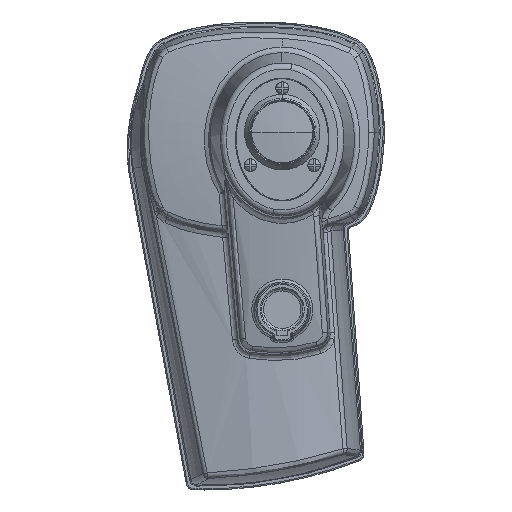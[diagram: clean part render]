
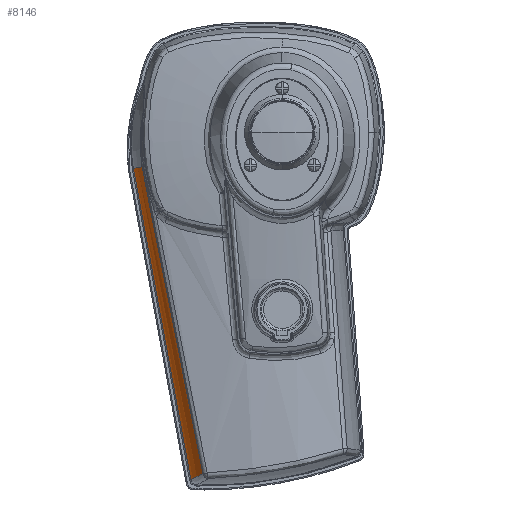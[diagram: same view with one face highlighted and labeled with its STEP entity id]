
A CAD part, left-side view. The second image highlights one B-rep face of the part: STEP entity #8146.
In plain terms, the highlighted free-form (B-spline) face has degree [3, 1] with [4, 2] control points.
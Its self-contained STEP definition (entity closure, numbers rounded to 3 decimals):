
#33 = CARTESIAN_POINT ( 'NONE',  ( -30.287, 44.149, -80.327 ) ) ;
#224 = CARTESIAN_POINT ( 'NONE',  ( -4.474, 37.33, -142.029 ) ) ;
#394 = CARTESIAN_POINT ( 'NONE',  ( -4.483, 60.779, -14.779 ) ) ;
#637 = AXIS2_PLACEMENT_3D ( 'NONE', #17256, #19585, #3377 ) ;
#1152 = CARTESIAN_POINT ( 'NONE',  ( -4.482, 60.356, -17.073 ) ) ;
#1354 = CARTESIAN_POINT ( 'NONE',  ( -4.482, 60.114, -18.385 ) ) ;
#1440 = EDGE_CURVE ( 'NONE', #17878, #11324, #21994, .T. ) ;
#2262 = CARTESIAN_POINT ( 'NONE',  ( -30.304, 52.896, -36.238 ) ) ;
#3377 = DIRECTION ( 'NONE',  ( 0., 0.985, -0.174 ) ) ;
#3455 = CARTESIAN_POINT ( 'NONE',  ( -4.482, 57.939, -30.186 ) ) ;
#3548 = CARTESIAN_POINT ( 'NONE',  ( -30.26, 32.4, -139.519 ) ) ;
#4337 = CARTESIAN_POINT ( 'NONE',  ( -30.311, 57.271, -14.171 ) ) ;
#4439 = ORIENTED_EDGE ( 'NONE', *, *, #11281, .T. ) ;
#4993 = VERTEX_POINT ( 'NONE', #22867 ) ;
#5322 = CARTESIAN_POINT ( 'NONE',  ( -21.855, 34.95, -140.824 ) ) ;
#5410 = B_SPLINE_CURVE_WITH_KNOTS ( 'NONE', 3,
 ( #28101, #21280, #7216, #5322, #25971, #3548 ),
 .UNSPECIFIED., .F., .F.,
 ( 4, 2, 4 ),
 ( 0.035, 0.048, 0.062 ),
 .UNSPECIFIED. ) ;
#5592 = VERTEX_POINT ( 'NONE', #7431 ) ;
#6318 = EDGE_CURVE ( 'NONE', #17878, #5592, #19154, .T. ) ;
#6708 = CARTESIAN_POINT ( 'NONE',  ( -30.272, 37.572, -113.468 ) ) ;
#7216 = CARTESIAN_POINT ( 'NONE',  ( -13.26, 36.595, -141.658 ) ) ;
#7282 = EDGE_CURVE ( 'NONE', #11324, #4993, #5410, .T. ) ;
#7431 = CARTESIAN_POINT ( 'NONE',  ( -30.311, 57.273, -14.161 ) ) ;
#8146 = ADVANCED_FACE ( 'NONE', ( #18977 ), #15218, .T. ) ;
#8757 = CARTESIAN_POINT ( 'NONE',  ( -31.5, 30.52, -146.526 ) ) ;
#8918 = ORIENTED_EDGE ( 'NONE', *, *, #15568, .T. ) ;
#9004 = CARTESIAN_POINT ( 'NONE',  ( -30.277, 39.765, -102.421 ) ) ;
#9202 = CARTESIAN_POINT ( 'NONE',  ( -30.282, 41.957, -91.374 ) ) ;
#10306 = CARTESIAN_POINT ( 'NONE',  ( -4.482, 58.906, -24.941 ) ) ;
#11001 = ORIENTED_EDGE ( 'NONE', *, *, #6318, .F. ) ;
#11126 = CARTESIAN_POINT ( 'NONE',  ( -30.311, 57.267, -14.193 ) ) ;
#11281 = EDGE_CURVE ( 'NONE', #4993, #21914, #20319, .T. ) ;
#11320 = CARTESIAN_POINT ( 'NONE',  ( -30.295, 48.523, -58.282 ) ) ;
#11324 = VERTEX_POINT ( 'NONE', #224 ) ;
#12330 = CARTESIAN_POINT ( 'NONE',  ( -4.48, 53.107, -56.411 ) ) ;
#12619 = CARTESIAN_POINT ( 'NONE',  ( -4.477, 45.375, -98.371 ) ) ;
#12717 = CARTESIAN_POINT ( 'NONE',  ( -4.483, 60.779, -14.779 ) ) ;
#13268 = CARTESIAN_POINT ( 'NONE',  ( 31.761, 56.917, -14.098 ) ) ;
#13421 = CARTESIAN_POINT ( 'NONE',  ( -30.311, 57.269, -14.182 ) ) ;
#13898 = CARTESIAN_POINT ( 'NONE',  ( -30.265, 34.125, -130.836 ) ) ;
#15021 = CARTESIAN_POINT ( 'NONE',  ( -4.482, 60.597, -15.762 ) ) ;
#15218 = B_SPLINE_SURFACE_WITH_KNOTS ( 'NONE', 3, 1, ( 
 ( #29336, #13268 ),
 ( #22627, #29442 ),
 ( #22717, #22520 ),
 ( #8757, #17800 ) ),
 .UNSPECIFIED., .F., .F., .F.,
 ( 4, 4 ),
 ( 2, 2 ),
 ( 0., 1. ),
 ( 0., 1. ),
 .UNSPECIFIED. ) ;
#15510 = ORIENTED_EDGE ( 'NONE', *, *, #1440, .T. ) ;
#15568 = EDGE_CURVE ( 'NONE', #21914, #5592, #23941, .T. ) ;
#17126 = CARTESIAN_POINT ( 'NONE',  ( -4.482, 59.872, -19.696 ) ) ;
#17256 = CARTESIAN_POINT ( 'NONE',  ( 0., -65.29, 7.451 ) ) ;
#17335 = CARTESIAN_POINT ( 'NONE',  ( -4.475, 40.012, -127.476 ) ) ;
#17800 = CARTESIAN_POINT ( 'NONE',  ( -31.761, 56.917, -14.098 ) ) ;
#17878 = VERTEX_POINT ( 'NONE', #394 ) ;
#18977 = FACE_OUTER_BOUND ( 'NONE', #23859, .T. ) ;
#19154 = CIRCLE ( 'NONE', #637, 128.092 ) ;
#19462 = CARTESIAN_POINT ( 'NONE',  ( -4.478, 49.241, -77.391 ) ) ;
#19585 = DIRECTION ( 'NONE',  ( 0., 0.174, 0.985 ) ) ;
#20319 = B_SPLINE_CURVE_WITH_KNOTS ( 'NONE', 3,
 ( #27669, #13898, #27577, #6708, #9004, #9202, #33, #11320, #2262, #22858 ),
 .UNSPECIFIED., .F., .F.,
 ( 4, 3, 3, 4 ),
 ( 0.007, 0.034, 0.068, 0.135 ),
 .UNSPECIFIED. ) ;
#21280 = CARTESIAN_POINT ( 'NONE',  ( -8.9, 37.118, -141.922 ) ) ;
#21914 = VERTEX_POINT ( 'NONE', #22472 ) ;
#21994 = B_SPLINE_CURVE_WITH_KNOTS ( 'NONE', 3,
 ( #12717, #28788, #24258, #15021, #1152, #1354, #17126, #10306, #3455, #26072, #12330, #19462, #12619, #28684, #17335, #28383 ),
 .UNSPECIFIED., .F., .F.,
 ( 4, 3, 3, 3, 3, 4 ),
 ( 0., 0.001, 0.005, 0.021, 0.085, 0.129 ),
 .UNSPECIFIED. ) ;
#22472 = CARTESIAN_POINT ( 'NONE',  ( -30.311, 57.267, -14.193 ) ) ;
#22520 = CARTESIAN_POINT ( 'NONE',  ( -10.923, 62.169, -15.024 ) ) ;
#22627 = CARTESIAN_POINT ( 'NONE',  ( 11.263, 38.398, -147.915 ) ) ;
#22717 = CARTESIAN_POINT ( 'NONE',  ( -11.263, 38.398, -147.915 ) ) ;
#22858 = CARTESIAN_POINT ( 'NONE',  ( -30.311, 57.267, -14.193 ) ) ;
#22867 = CARTESIAN_POINT ( 'NONE',  ( -30.26, 32.4, -139.519 ) ) ;
#23859 = EDGE_LOOP ( 'NONE', ( #11001, #15510, #27812, #4439, #8918 ) ) ;
#23941 = B_SPLINE_CURVE_WITH_KNOTS ( 'NONE', 3,
 ( #11126, #13421, #4337, #29394 ),
 .UNSPECIFIED., .F., .F.,
 ( 4, 4 ),
 ( 0., 0. ),
 .UNSPECIFIED. ) ;
#24258 = CARTESIAN_POINT ( 'NONE',  ( -4.482, 60.658, -15.434 ) ) ;
#25971 = CARTESIAN_POINT ( 'NONE',  ( -26.09, 33.828, -140.253 ) ) ;
#26072 = CARTESIAN_POINT ( 'NONE',  ( -4.481, 56.973, -35.431 ) ) ;
#27577 = CARTESIAN_POINT ( 'NONE',  ( -30.269, 35.848, -122.152 ) ) ;
#27669 = CARTESIAN_POINT ( 'NONE',  ( -30.26, 32.4, -139.519 ) ) ;
#27812 = ORIENTED_EDGE ( 'NONE', *, *, #7282, .T. ) ;
#28101 = CARTESIAN_POINT ( 'NONE',  ( -4.474, 37.33, -142.029 ) ) ;
#28383 = CARTESIAN_POINT ( 'NONE',  ( -4.474, 37.33, -142.029 ) ) ;
#28684 = CARTESIAN_POINT ( 'NONE',  ( -4.476, 42.693, -112.924 ) ) ;
#28788 = CARTESIAN_POINT ( 'NONE',  ( -4.482, 60.718, -15.106 ) ) ;
#29336 = CARTESIAN_POINT ( 'NONE',  ( 31.5, 30.52, -146.526 ) ) ;
#29394 = CARTESIAN_POINT ( 'NONE',  ( -30.311, 57.273, -14.161 ) ) ;
#29442 = CARTESIAN_POINT ( 'NONE',  ( 10.923, 62.169, -15.024 ) ) ;
